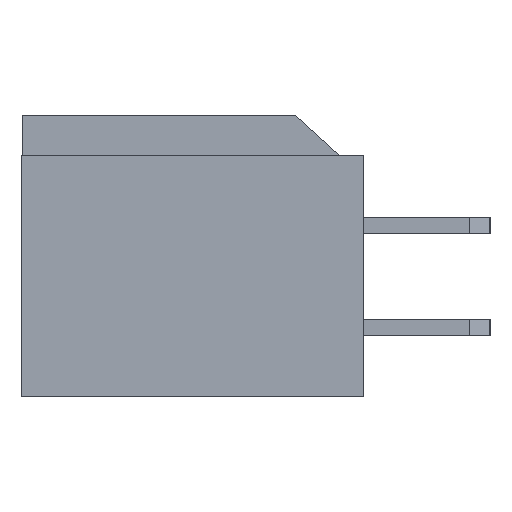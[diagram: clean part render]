
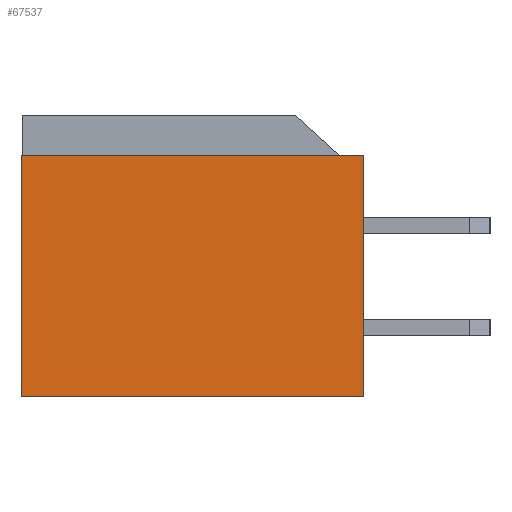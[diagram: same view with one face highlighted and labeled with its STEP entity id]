
A CAD part, left-side view. The second image highlights one B-rep face of the part: STEP entity #67537.
In plain terms, the highlighted planar face has unit normal (-1, 0, 0).
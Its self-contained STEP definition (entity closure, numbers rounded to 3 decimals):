
#4159=CARTESIAN_POINT('',(10.085,0.,1.75));
#4160=VERTEX_POINT('',#4159);
#4227=CARTESIAN_POINT('',(10.085,8.5,1.75));
#4228=VERTEX_POINT('',#4227);
#4238=CARTESIAN_POINT('',(10.085,0.,1.75));
#4239=CARTESIAN_POINT('',(10.085,1.7,1.75));
#4240=CARTESIAN_POINT('',(10.085,3.4,1.75));
#4241=CARTESIAN_POINT('',(10.085,5.1,1.75));
#4242=CARTESIAN_POINT('',(10.085,6.8,1.75));
#4243=CARTESIAN_POINT('',(10.085,8.5,1.75));
#4244=B_SPLINE_CURVE_WITH_KNOTS('',5,(#4238,#4239,#4240,#4241,#4242,#4243),.UNSPECIFIED.,.F.,.U.,(6,6),(0.,8.5),.UNSPECIFIED.);
#4245=EDGE_CURVE('',#4160,#4228,#4244,.T.);
#4298=CARTESIAN_POINT('',(10.085,8.5,-4.25));
#4299=VERTEX_POINT('',#4298);
#4309=CARTESIAN_POINT('',(10.085,8.5,1.75));
#4310=CARTESIAN_POINT('',(10.085,8.5,0.55));
#4311=CARTESIAN_POINT('',(10.085,8.5,-0.65));
#4312=CARTESIAN_POINT('',(10.085,8.5,-1.85));
#4313=CARTESIAN_POINT('',(10.085,8.5,-3.05));
#4314=CARTESIAN_POINT('',(10.085,8.5,-4.25));
#4315=B_SPLINE_CURVE_WITH_KNOTS('',5,(#4309,#4310,#4311,#4312,#4313,#4314),.UNSPECIFIED.,.F.,.U.,(6,6),(0.,6.),.UNSPECIFIED.);
#4316=EDGE_CURVE('',#4228,#4299,#4315,.T.);
#5207=CARTESIAN_POINT('',(10.085,0.,-4.25));
#5208=VERTEX_POINT('',#5207);
#5220=CARTESIAN_POINT('',(10.085,8.5,-4.25));
#5221=CARTESIAN_POINT('',(10.085,6.8,-4.25));
#5222=CARTESIAN_POINT('',(10.085,5.1,-4.25));
#5223=CARTESIAN_POINT('',(10.085,3.4,-4.25));
#5224=CARTESIAN_POINT('',(10.085,1.7,-4.25));
#5225=CARTESIAN_POINT('',(10.085,0.,-4.25));
#5226=B_SPLINE_CURVE_WITH_KNOTS('',5,(#5220,#5221,#5222,#5223,#5224,#5225),.UNSPECIFIED.,.F.,.U.,(6,6),(0.,8.5),.UNSPECIFIED.);
#5227=EDGE_CURVE('',#4299,#5208,#5226,.T.);
#67499=CARTESIAN_POINT('',(10.085,4.25,-1.25));
#67500=DIRECTION('',(0.,0.,1.));
#67501=DIRECTION('',(-1.,0.,0.));
#67502=AXIS2_PLACEMENT_3D('',#67499,#67501,#67500);
#67503=PLANE('',#67502);
#67504=ORIENTED_EDGE('',*,*,#4316,.T.);
#67505=ORIENTED_EDGE('',*,*,#5227,.T.);
#67506=CARTESIAN_POINT('',(10.085,0.,-3.175));
#67507=VERTEX_POINT('',#67506);
#67508=CARTESIAN_POINT('',(10.085,0.,-3.175));
#67509=CARTESIAN_POINT('',(10.085,0.,-3.39));
#67510=CARTESIAN_POINT('',(10.085,0.,-3.605));
#67511=CARTESIAN_POINT('',(10.085,0.,-3.82));
#67512=CARTESIAN_POINT('',(10.085,0.,-4.035));
#67513=CARTESIAN_POINT('',(10.085,0.,-4.25));
#67514=B_SPLINE_CURVE_WITH_KNOTS('',5,(#67508,#67509,#67510,#67511,#67512,#67513),.UNSPECIFIED.,.F.,.U.,(6,6),(0.,1.075),.UNSPECIFIED.);
#67515=EDGE_CURVE('',#67507,#5208,#67514,.T.);
#67516=ORIENTED_EDGE('',*,*,#67515,.F.);
#67517=CARTESIAN_POINT('',(10.085,0.,0.675));
#67518=VERTEX_POINT('',#67517);
#67519=CARTESIAN_POINT('',(10.085,0.,0.675));
#67520=DIRECTION('',(0.,0.,-1.));
#67521=VECTOR('',#67520,3.85);
#67522=LINE('',#67519,#67521);
#67523=EDGE_CURVE('',#67518,#67507,#67522,.T.);
#67524=ORIENTED_EDGE('',*,*,#67523,.F.);
#67525=CARTESIAN_POINT('',(10.085,0.,0.675));
#67526=CARTESIAN_POINT('',(10.085,0.,0.89));
#67527=CARTESIAN_POINT('',(10.085,0.,1.105));
#67528=CARTESIAN_POINT('',(10.085,0.,1.32));
#67529=CARTESIAN_POINT('',(10.085,0.,1.535));
#67530=CARTESIAN_POINT('',(10.085,0.,1.75));
#67531=B_SPLINE_CURVE_WITH_KNOTS('',5,(#67525,#67526,#67527,#67528,#67529,#67530),.UNSPECIFIED.,.F.,.U.,(6,6),(0.,1.075),.UNSPECIFIED.);
#67532=EDGE_CURVE('',#67518,#4160,#67531,.T.);
#67533=ORIENTED_EDGE('',*,*,#67532,.T.);
#67534=ORIENTED_EDGE('',*,*,#4245,.T.);
#67535=EDGE_LOOP('',(#67504,#67505,#67516,#67524,#67533,#67534));
#67536=FACE_OUTER_BOUND('',#67535,.T.);
#67537=ADVANCED_FACE('',(#67536),#67503,.T.);
